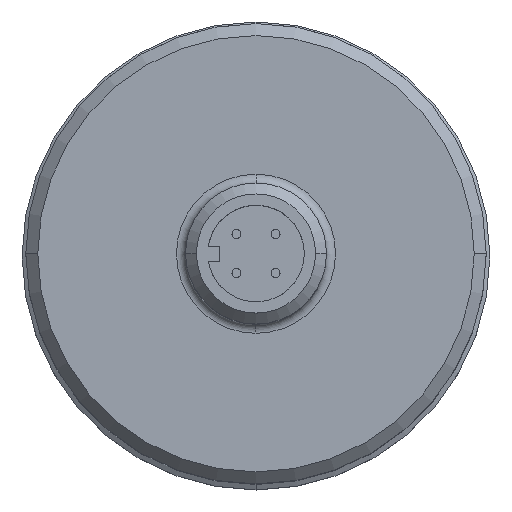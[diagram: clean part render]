
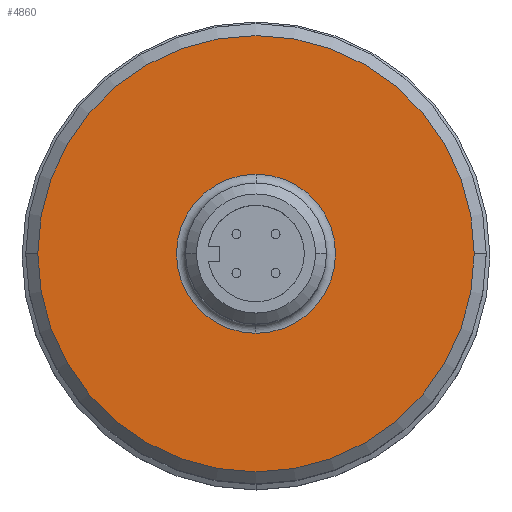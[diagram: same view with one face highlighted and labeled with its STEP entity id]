
A CAD part, top view. The second image highlights one B-rep face of the part: STEP entity #4860.
In plain terms, the highlighted planar face has unit normal (0, 0, 1).
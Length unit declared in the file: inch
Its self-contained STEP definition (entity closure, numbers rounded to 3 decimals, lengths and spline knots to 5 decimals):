
#176=CARTESIAN_POINT('',(0.,0.,6.815));
#177=DIRECTION('',(0.,0.,-1.));
#178=DIRECTION('',(1.,0.,0.));
#179=AXIS2_PLACEMENT_3D('',#176,#177,#178);
#181=CARTESIAN_POINT('',(0.,0.,6.815));
#182=DIRECTION('',(0.,0.,-1.));
#183=DIRECTION('',(-1.,0.,0.));
#184=AXIS2_PLACEMENT_3D('',#181,#182,#183);
#186=CARTESIAN_POINT('',(0.,0.,6.815));
#187=DIRECTION('',(0.,0.,1.));
#188=DIRECTION('',(0.,-1.,0.));
#189=AXIS2_PLACEMENT_3D('',#186,#187,#188);
#191=CARTESIAN_POINT('',(0.,0.,6.815));
#192=DIRECTION('',(0.,0.,1.));
#193=DIRECTION('',(0.,1.,0.));
#194=AXIS2_PLACEMENT_3D('',#191,#192,#193);
#4389=CARTESIAN_POINT('',(0.,-0.265,6.815));
#4390=CARTESIAN_POINT('',(0.,0.265,6.815));
#4391=VERTEX_POINT('',#4389);
#4392=VERTEX_POINT('',#4390);
#4401=CARTESIAN_POINT('',(0.727,0.,6.815));
#4402=CARTESIAN_POINT('',(-0.727,0.,6.815));
#4403=VERTEX_POINT('',#4401);
#4404=VERTEX_POINT('',#4402);
#4844=CARTESIAN_POINT('',(0.,0.,6.815));
#4845=DIRECTION('',(0.,0.,-1.));
#4846=DIRECTION('',(0.,1.,0.));
#4847=AXIS2_PLACEMENT_3D('',#4844,#4845,#4846);
#4848=PLANE('',#4847);
#4850=ORIENTED_EDGE('',*,*,#4849,.T.);
#4852=ORIENTED_EDGE('',*,*,#4851,.T.);
#4853=EDGE_LOOP('',(#4850,#4852));
#4854=FACE_OUTER_BOUND('',#4853,.F.);
#4856=ORIENTED_EDGE('',*,*,#4855,.T.);
#4857=ORIENTED_EDGE('',*,*,#4834,.T.);
#4858=EDGE_LOOP('',(#4856,#4857));
#4859=FACE_BOUND('',#4858,.F.);
#4860=ADVANCED_FACE('',(#4854,#4859),#4848,.F.);
#180=CIRCLE('',#179,0.727);
#185=CIRCLE('',#184,0.727);
#190=CIRCLE('',#189,0.265);
#195=CIRCLE('',#194,0.265);
#4834=EDGE_CURVE('',#4392,#4391,#195,.T.);
#4849=EDGE_CURVE('',#4403,#4404,#180,.T.);
#4851=EDGE_CURVE('',#4404,#4403,#185,.T.);
#4855=EDGE_CURVE('',#4391,#4392,#190,.T.);
